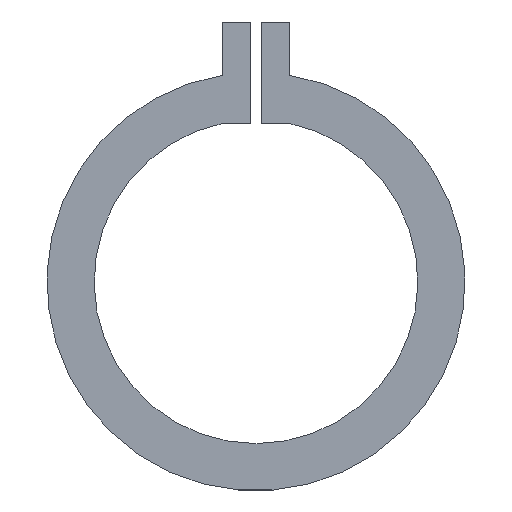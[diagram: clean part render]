
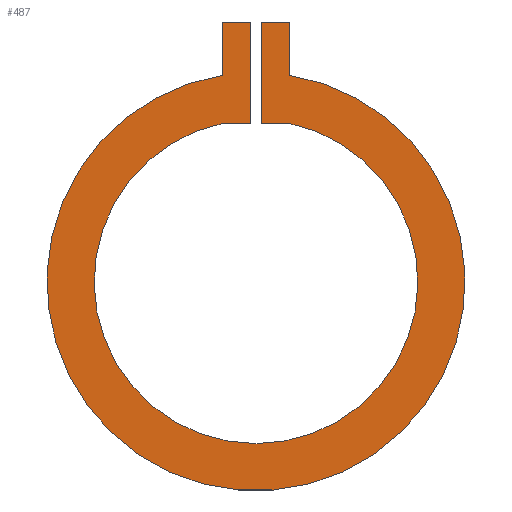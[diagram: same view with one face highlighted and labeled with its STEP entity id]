
A CAD part, front view. The second image highlights one B-rep face of the part: STEP entity #487.
In plain terms, the highlighted planar face has unit normal (0, -1, 0).
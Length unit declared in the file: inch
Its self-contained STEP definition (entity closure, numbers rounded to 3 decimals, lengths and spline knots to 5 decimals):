
#2=DIRECTION('',(0.,0.,-1.));
#3=VECTOR('',#2,0.75);
#4=CARTESIAN_POINT('',(0.0375,0.,1.925));
#5=LINE('',#4,#3);
#6=DIRECTION('',(1.,0.,0.));
#7=VECTOR('',#6,0.2125);
#8=CARTESIAN_POINT('',(0.0375,0.,1.925));
#9=LINE('',#8,#7);
#10=DIRECTION('',(0.,0.,-1.));
#11=VECTOR('',#10,0.39529);
#12=CARTESIAN_POINT('',(0.25,0.,1.925));
#13=LINE('',#12,#11);
#14=DIRECTION('',(0.,0.,1.));
#15=VECTOR('',#14,0.39529);
#16=CARTESIAN_POINT('',(-0.25,0.,1.52971));
#17=LINE('',#16,#15);
#18=DIRECTION('',(1.,0.,0.));
#19=VECTOR('',#18,0.2125);
#20=CARTESIAN_POINT('',(-0.25,0.,1.925));
#21=LINE('',#20,#19);
#22=DIRECTION('',(0.,0.,-1.));
#23=VECTOR('',#22,0.75);
#24=CARTESIAN_POINT('',(-0.0375,0.,1.925));
#25=LINE('',#24,#23);
#26=DIRECTION('',(-1.,0.,0.));
#27=VECTOR('',#26,0.20617);
#28=CARTESIAN_POINT('',(-0.0375,0.,1.175));
#29=LINE('',#28,#27);
#30=DIRECTION('',(-1.,0.,0.));
#31=VECTOR('',#30,0.20617);
#32=CARTESIAN_POINT('',(0.24367,0.,1.175));
#33=LINE('',#32,#31);
#69=CARTESIAN_POINT('',(0.,0.,0.));
#70=DIRECTION('',(0.,1.,0.));
#71=DIRECTION('',(0.203,0.,0.979));
#72=AXIS2_PLACEMENT_3D('',#69,#70,#71);
#198=CARTESIAN_POINT('',(0.,0.,0.));
#199=DIRECTION('',(0.,-1.,0.));
#200=DIRECTION('',(-0.161,0.,0.987));
#201=AXIS2_PLACEMENT_3D('',#198,#199,#200);
#355=CARTESIAN_POINT('',(-0.25,0.,1.925));
#357=VERTEX_POINT('',#355);
#359=CARTESIAN_POINT('',(0.25,0.,1.925));
#361=VERTEX_POINT('',#359);
#363=CARTESIAN_POINT('',(-0.25,0.,1.52971));
#365=VERTEX_POINT('',#363);
#367=CARTESIAN_POINT('',(0.25,0.,1.52971));
#369=VERTEX_POINT('',#367);
#371=CARTESIAN_POINT('',(0.24367,0.,1.175));
#372=CARTESIAN_POINT('',(-0.24367,0.,1.175));
#373=VERTEX_POINT('',#371);
#374=VERTEX_POINT('',#372);
#375=CARTESIAN_POINT('',(0.0375,0.,1.925));
#376=CARTESIAN_POINT('',(0.0375,0.,1.175));
#377=VERTEX_POINT('',#375);
#378=VERTEX_POINT('',#376);
#379=CARTESIAN_POINT('',(-0.0375,0.,1.925));
#380=CARTESIAN_POINT('',(-0.0375,0.,1.175));
#381=VERTEX_POINT('',#379);
#382=VERTEX_POINT('',#380);
#460=CARTESIAN_POINT('',(0.,0.,0.));
#461=DIRECTION('',(0.,1.,0.));
#462=DIRECTION('',(1.,0.,0.));
#463=AXIS2_PLACEMENT_3D('',#460,#461,#462);
#464=PLANE('',#463);
#466=ORIENTED_EDGE('',*,*,#465,.F.);
#468=ORIENTED_EDGE('',*,*,#467,.T.);
#470=ORIENTED_EDGE('',*,*,#469,.T.);
#472=ORIENTED_EDGE('',*,*,#471,.F.);
#474=ORIENTED_EDGE('',*,*,#473,.T.);
#476=ORIENTED_EDGE('',*,*,#475,.T.);
#478=ORIENTED_EDGE('',*,*,#477,.T.);
#480=ORIENTED_EDGE('',*,*,#479,.T.);
#482=ORIENTED_EDGE('',*,*,#481,.F.);
#484=ORIENTED_EDGE('',*,*,#483,.T.);
#485=EDGE_LOOP('',(#466,#468,#470,#472,#474,#476,#478,#480,#482,#484));
#486=FACE_OUTER_BOUND('',#485,.F.);
#487=ADVANCED_FACE('',(#486),#464,.F.);
#73=CIRCLE('',#72,1.2);
#202=CIRCLE('',#201,1.55);
#465=EDGE_CURVE('',#377,#378,#5,.T.);
#467=EDGE_CURVE('',#377,#361,#9,.T.);
#469=EDGE_CURVE('',#361,#369,#13,.T.);
#471=EDGE_CURVE('',#365,#369,#202,.T.);
#473=EDGE_CURVE('',#365,#357,#17,.T.);
#475=EDGE_CURVE('',#357,#381,#21,.T.);
#477=EDGE_CURVE('',#381,#382,#25,.T.);
#479=EDGE_CURVE('',#382,#374,#29,.T.);
#481=EDGE_CURVE('',#373,#374,#73,.T.);
#483=EDGE_CURVE('',#373,#378,#33,.T.);
